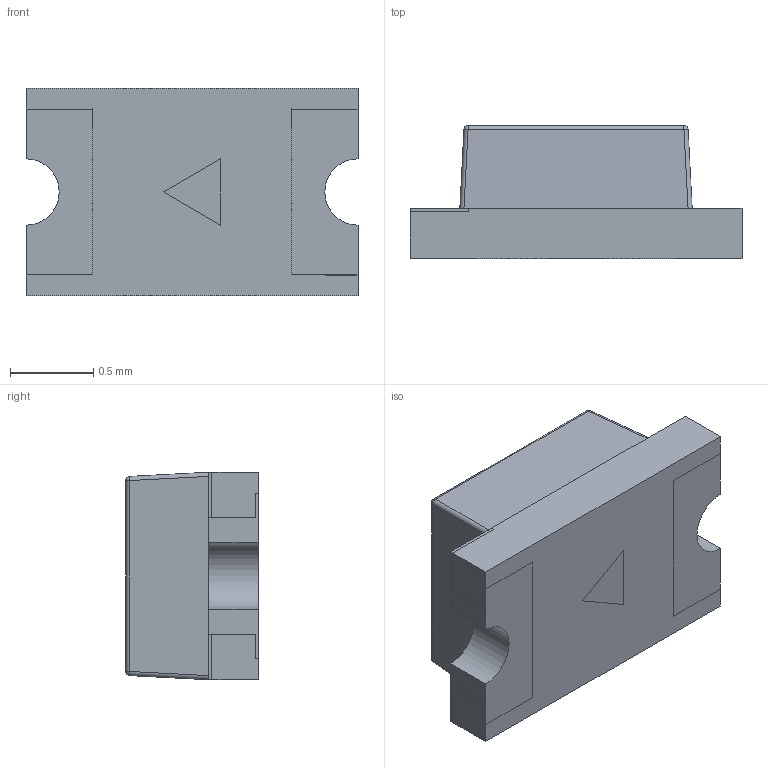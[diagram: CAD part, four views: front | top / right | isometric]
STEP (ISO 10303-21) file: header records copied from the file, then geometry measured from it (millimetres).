
FILE_DESCRIPTION (( 'STEP AP214' ), '1' );
FILE_NAME ('150080GS75000.STEP', '2023-11-23T19:24:07', ( '' ), ( '' ), 'SwSTEP 2.0', 'SolidWorks 2021', '' );
FILE_SCHEMA (( 'AUTOMOTIVE_DESIGN' ));
Length unit declared in the file: millimetre
Products named in the file (1): 150080GS75000
Bounding box: 2 x 0.8 x 1.25 mm (x, y, z)
Volume: 1.6 mm3; surface area: 15.8 mm2
Topology: 7 solids, 7 shells, 93 faces, 222 edges, 144 vertices
Faces by surface type: plane 73, cylinder 16, sphere 4
Entity records: 2742 total; most frequent: CARTESIAN_POINT 472, ORIENTED_EDGE 444, DIRECTION 440, EDGE_CURVE 222, VECTOR 184, LINE 184, VERTEX_POINT 144, AXIS2_PLACEMENT_3D 128
